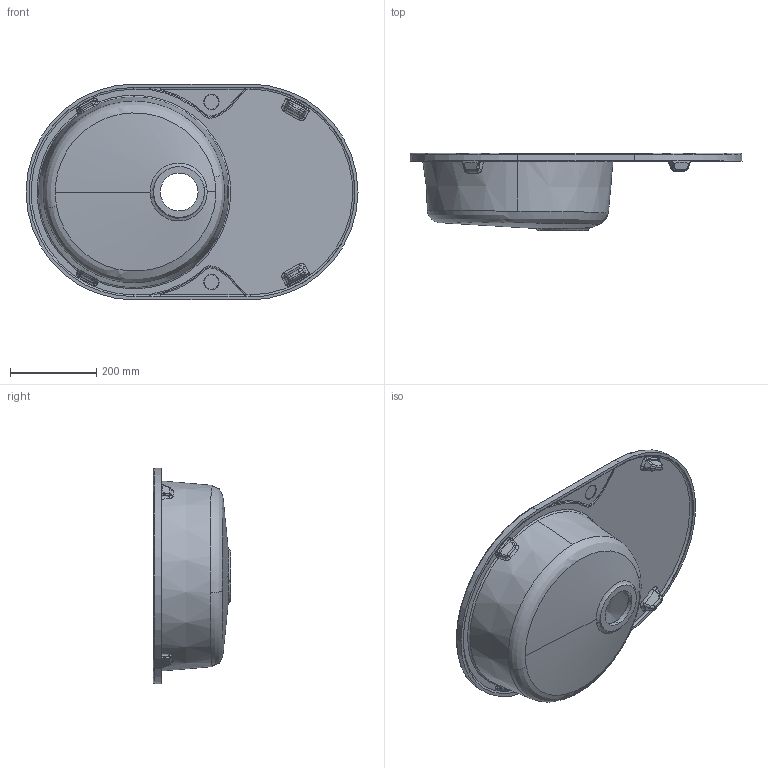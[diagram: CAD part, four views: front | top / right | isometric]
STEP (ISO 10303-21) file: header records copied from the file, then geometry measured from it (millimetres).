
FILE_DESCRIPTION (( 'STEP AP214' ), '1' );
FILE_NAME ('Vermont.STEP', '2020-03-24T13:08:45', ( '' ), ( '' ), 'SwSTEP 2.0', 'SolidWorks 2018', '' );
FILE_SCHEMA (( 'AUTOMOTIVE_DESIGN' ));
Length unit declared in the file: millimetre
Products named in the file (1): Vermont
Bounding box: 771.89 x 180 x 501.89 mm (x, y, z)
Volume: 4516136.2 mm3; surface area: 1051782.6 mm2
Topology: 1 solids, 1 shells, 373 faces, 939 edges, 578 vertices
Faces by surface type: bspline 224, plane 62, cylinder 54, torus 22, cone 7, sphere 4
Entity records: 28696 total; most frequent: CARTESIAN_POINT 21672, ORIENTED_EDGE 1854, EDGE_CURVE 927, DIRECTION 859, VERTEX_POINT 578, B_SPLINE_CURVE_WITH_KNOTS 545, EDGE_LOOP 399, ADVANCED_FACE 373
